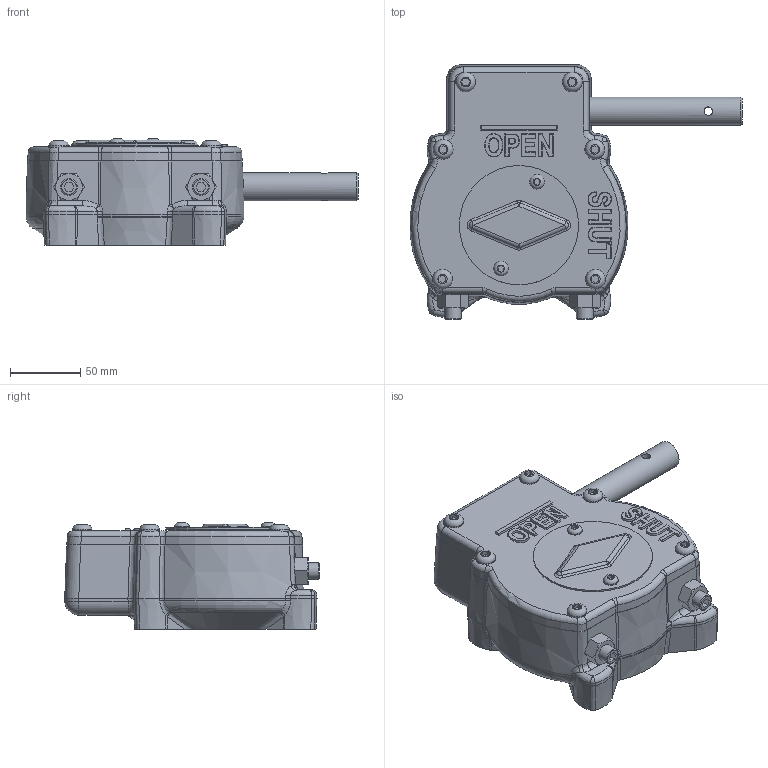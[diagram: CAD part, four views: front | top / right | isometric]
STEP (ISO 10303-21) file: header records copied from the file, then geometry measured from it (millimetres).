
FILE_DESCRIPTION(/* description */ ('Unknown'),/* implementation_level */ '2;1');
FILE_NAME(/* name */ '242-45M RH',/* time_stamp */ '2018-04-23T16:19:41+02:00',/* author */ ('Unknown'),/* organization */ ('Unknown'),/* preprocessor_version */ 'ST-DEVELOPER v16.7',/* originating_system */ 'DEX',/* authorisation */ $);
FILE_SCHEMA (('AUTOMOTIVE_DESIGN {1 0 10303 214 3 1 1}'));
Length unit declared in the file: millimetre
Products named in the file (1): 242-45M RH
Bounding box: 236.66 x 181.43 x 75.8 mm (x, y, z)
Volume: 1440286.5 mm3; surface area: 100137.5 mm2
Topology: 1 solids, 1 shells, 446 faces, 1094 edges, 669 vertices
Faces by surface type: plane 196, bspline 90, cone 70, cylinder 43, torus 33, sphere 14
Full cylindrical faces by diameter (mm): 6 x1, 10.5 x2, 12 x2, 14 x6, 20 x1, 80 x2, 85 x1
Entity records: 15931 total; most frequent: CARTESIAN_POINT 6431, ORIENTED_EDGE 2068, DIRECTION 1743, EDGE_CURVE 1034, VERTEX_POINT 654, AXIS2_PLACEMENT_3D 644, EDGE_LOOP 512, FACE_BOUND 512
